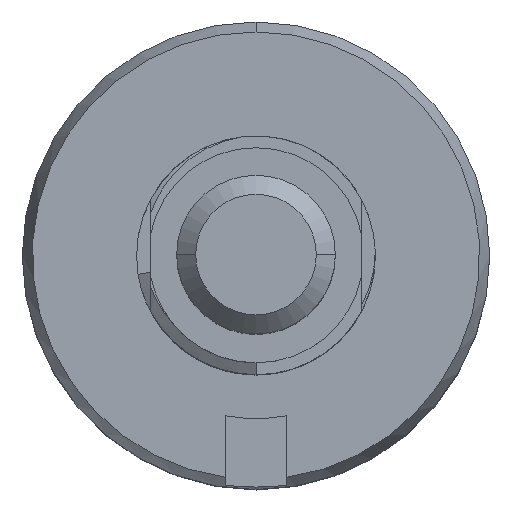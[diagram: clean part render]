
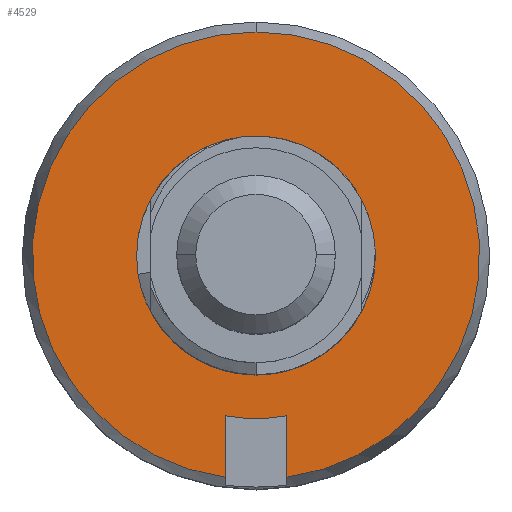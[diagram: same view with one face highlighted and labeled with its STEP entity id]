
A CAD part, top view. The second image highlights one B-rep face of the part: STEP entity #4529.
In plain terms, the highlighted planar face has unit normal (0, 0, 1).
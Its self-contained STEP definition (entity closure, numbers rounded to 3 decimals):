
#331=CARTESIAN_POINT('',(-1.225,-8.841,-9.725));
#337=CARTESIAN_POINT('',(0.,0.,-9.725));
#338=DIRECTION('',(0.,0.,1.));
#339=DIRECTION('',(0.,1.,0.));
#340=AXIS2_PLACEMENT_3D('',#337,#338,#339);
#342=CARTESIAN_POINT('',(0.,0.,-9.725));
#343=DIRECTION('',(0.,0.,1.));
#344=DIRECTION('',(0.137,-0.991,0.));
#345=AXIS2_PLACEMENT_3D('',#342,#343,#344);
#347=DIRECTION('',(0.,1.,0.));
#348=VECTOR('',#347,2.457);
#349=CARTESIAN_POINT('',(1.225,-8.841,-9.725));
#350=LINE('',#349,#348);
#351=CARTESIAN_POINT('',(0.,0.,-9.725));
#352=DIRECTION('',(0.,0.,1.));
#353=DIRECTION('',(-0.188,-0.982,0.));
#354=AXIS2_PLACEMENT_3D('',#351,#352,#353);
#356=DIRECTION('',(0.,-1.,0.));
#357=VECTOR('',#356,2.457);
#358=CARTESIAN_POINT('',(-1.225,-6.384,-9.725));
#359=LINE('',#358,#357);
#1962=CARTESIAN_POINT('',(0.,0.,-9.725));
#1963=DIRECTION('',(0.,0.,1.));
#1964=DIRECTION('',(0.,1.,0.));
#1965=AXIS2_PLACEMENT_3D('',#1962,#1963,#1964);
#4008=CARTESIAN_POINT('',(0.,0.,-9.725));
#4009=DIRECTION('',(0.,0.,-1.));
#4010=DIRECTION('',(0.,1.,0.));
#4011=AXIS2_PLACEMENT_3D('',#4008,#4009,#4010);
#4084=CARTESIAN_POINT('',(1.225,-8.841,-9.725));
#4109=CARTESIAN_POINT('',(0.,4.763,-9.725));
#4110=CARTESIAN_POINT('',(0.,-4.763,-9.725));
#4111=VERTEX_POINT('',#4109);
#4112=VERTEX_POINT('',#4110);
#4149=CARTESIAN_POINT('',(-1.225,-6.384,-9.725));
#4150=CARTESIAN_POINT('',(1.225,-6.384,-9.725));
#4151=VERTEX_POINT('',#4149);
#4152=VERTEX_POINT('',#4150);
#4162=VERTEX_POINT('',#331);
#4169=CARTESIAN_POINT('',(0.,8.925,-9.725));
#4170=VERTEX_POINT('',#4169);
#4173=VERTEX_POINT('',#4084);
#4508=CARTESIAN_POINT('',(0.,0.,-9.725));
#4509=DIRECTION('',(0.,0.,-1.));
#4510=DIRECTION('',(0.,-1.,0.));
#4511=AXIS2_PLACEMENT_3D('',#4508,#4509,#4510);
#4512=PLANE('',#4511);
#4513=ORIENTED_EDGE('',*,*,#4488,.F.);
#4515=ORIENTED_EDGE('',*,*,#4514,.F.);
#4517=ORIENTED_EDGE('',*,*,#4516,.T.);
#4519=ORIENTED_EDGE('',*,*,#4518,.F.);
#4520=ORIENTED_EDGE('',*,*,#4499,.T.);
#4521=EDGE_LOOP('',(#4513,#4515,#4517,#4519,#4520));
#4522=FACE_OUTER_BOUND('',#4521,.F.);
#4524=ORIENTED_EDGE('',*,*,#4523,.T.);
#4526=ORIENTED_EDGE('',*,*,#4525,.F.);
#4527=EDGE_LOOP('',(#4524,#4526));
#4528=FACE_BOUND('',#4527,.F.);
#4529=ADVANCED_FACE('',(#4522,#4528),#4512,.F.);
#341=CIRCLE('',#340,8.925);
#346=CIRCLE('',#345,8.925);
#355=CIRCLE('',#354,6.5);
#1966=CIRCLE('',#1965,4.763);
#4012=CIRCLE('',#4011,4.763);
#4488=EDGE_CURVE('',#4170,#4162,#341,.T.);
#4499=EDGE_CURVE('',#4151,#4162,#359,.T.);
#4514=EDGE_CURVE('',#4173,#4170,#346,.T.);
#4516=EDGE_CURVE('',#4173,#4152,#350,.T.);
#4518=EDGE_CURVE('',#4151,#4152,#355,.T.);
#4523=EDGE_CURVE('',#4111,#4112,#1966,.T.);
#4525=EDGE_CURVE('',#4111,#4112,#4012,.T.);
